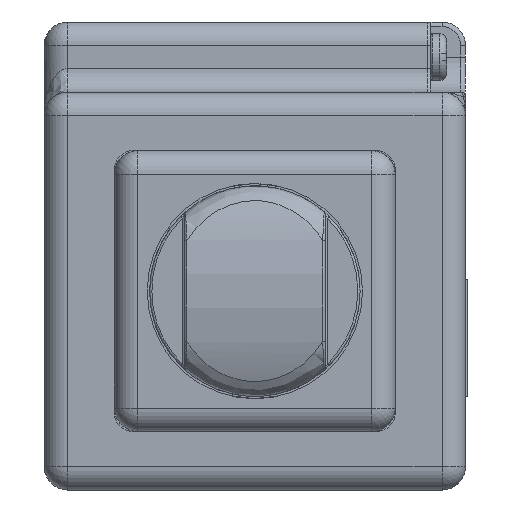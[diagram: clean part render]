
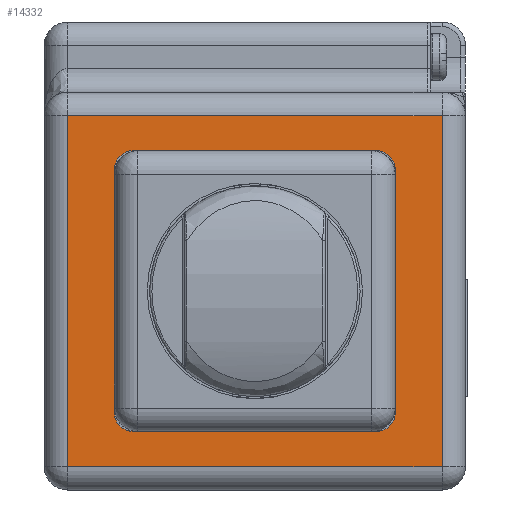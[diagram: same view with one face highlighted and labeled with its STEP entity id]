
A CAD part, front view. The second image highlights one B-rep face of the part: STEP entity #14332.
In plain terms, the highlighted planar face has unit normal (0, -1, 0).
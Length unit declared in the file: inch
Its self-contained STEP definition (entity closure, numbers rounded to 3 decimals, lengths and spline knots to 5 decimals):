
#86=DIRECTION('',(0.,0.,1.));
#87=VECTOR('',#86,0.3937);
#88=CARTESIAN_POINT('',(0.23622,-0.25984,
-0.19685));
#89=LINE('',#88,#87);
#160=DIRECTION('',(0.,0.,-1.));
#161=VECTOR('',#160,0.3937);
#162=CARTESIAN_POINT('',(-0.23622,-0.25984,
0.19685));
#163=LINE('',#162,#161);
#2333=DIRECTION('',(1.,0.,0.));
#2334=VECTOR('',#2333,0.62992);
#2335=CARTESIAN_POINT('',(-0.31496,-0.25984,
-0.29528));
#2336=LINE('',#2335,#2334);
#2341=DIRECTION('',(0.,0.,1.));
#2342=VECTOR('',#2341,0.59055);
#2343=CARTESIAN_POINT('',(0.31496,-0.25984,
-0.29528));
#2344=LINE('',#2343,#2342);
#2345=DIRECTION('',(0.,0.,-1.));
#2346=VECTOR('',#2345,0.59055);
#2347=CARTESIAN_POINT('',(-0.31496,-0.25984,
0.29528));
#2348=LINE('',#2347,#2346);
#2349=DIRECTION('',(1.,0.,0.));
#2350=VECTOR('',#2349,0.3937);
#2351=CARTESIAN_POINT('',(-0.19685,-0.25984,
-0.23622));
#2352=LINE('',#2351,#2350);
#2353=DIRECTION('',(1.,0.,0.));
#2354=VECTOR('',#2353,0.00787);
#2355=CARTESIAN_POINT('',(0.19685,-0.25984,
-0.23622));
#2356=LINE('',#2355,#2354);
#2357=DIRECTION('',(0.,0.,1.));
#2358=VECTOR('',#2357,0.00787);
#2359=CARTESIAN_POINT('',(0.23622,-0.25984,
-0.20472));
#2360=LINE('',#2359,#2358);
#2361=DIRECTION('',(0.,0.,1.));
#2362=VECTOR('',#2361,0.00787);
#2363=CARTESIAN_POINT('',(0.23622,-0.25984,
0.19685));
#2364=LINE('',#2363,#2362);
#2365=DIRECTION('',(-1.,0.,0.));
#2366=VECTOR('',#2365,0.00787);
#2367=CARTESIAN_POINT('',(0.20472,-0.25984,
0.23622));
#2368=LINE('',#2367,#2366);
#2369=DIRECTION('',(-1.,0.,0.));
#2370=VECTOR('',#2369,0.3937);
#2371=CARTESIAN_POINT('',(0.19685,-0.25984,
0.23622));
#2372=LINE('',#2371,#2370);
#2373=DIRECTION('',(-1.,0.,0.));
#2374=VECTOR('',#2373,0.00787);
#2375=CARTESIAN_POINT('',(-0.19685,-0.25984,
0.23622));
#2376=LINE('',#2375,#2374);
#2377=DIRECTION('',(0.,0.,-1.));
#2378=VECTOR('',#2377,0.00787);
#2379=CARTESIAN_POINT('',(-0.23622,-0.25984,
0.20472));
#2380=LINE('',#2379,#2378);
#2381=DIRECTION('',(0.,0.,-1.));
#2382=VECTOR('',#2381,0.00787);
#2383=CARTESIAN_POINT('',(-0.23622,-0.25984,
-0.19685));
#2384=LINE('',#2383,#2382);
#2385=DIRECTION('',(1.,0.,0.));
#2386=VECTOR('',#2385,0.00787);
#2387=CARTESIAN_POINT('',(-0.20472,-0.25984,
-0.23622));
#2388=LINE('',#2387,#2386);
#2393=DIRECTION('',(-1.,0.,0.));
#2394=VECTOR('',#2393,0.62992);
#2395=CARTESIAN_POINT('',(0.31496,-0.25984,
0.29528));
#2396=LINE('',#2395,#2394);
#6188=CARTESIAN_POINT('',(0.20472,-0.25984,
-0.20472));
#6189=DIRECTION('',(0.,1.,0.));
#6190=DIRECTION('',(1.,0.,0.));
#6191=AXIS2_PLACEMENT_3D('',#6188,#6189,#6190);
#6201=CARTESIAN_POINT('',(0.20472,-0.25984,
0.20472));
#6202=DIRECTION('',(0.,1.,0.));
#6203=DIRECTION('',(0.,0.,1.));
#6204=AXIS2_PLACEMENT_3D('',#6201,#6202,#6203);
#6240=CARTESIAN_POINT('',(-0.20472,-0.25984,
0.20472));
#6241=DIRECTION('',(0.,1.,0.));
#6242=DIRECTION('',(-1.,0.,0.));
#6243=AXIS2_PLACEMENT_3D('',#6240,#6241,#6242);
#6274=CARTESIAN_POINT('',(-0.20472,-0.25984,
-0.20472));
#6275=DIRECTION('',(0.,1.,0.));
#6276=DIRECTION('',(0.,0.,-1.));
#6277=AXIS2_PLACEMENT_3D('',#6274,#6275,#6276);
#9330=CARTESIAN_POINT('',(-0.31496,-0.25984,
0.29528));
#9331=CARTESIAN_POINT('',(-0.31496,-0.25984,
-0.29528));
#9332=VERTEX_POINT('',#9330);
#9333=VERTEX_POINT('',#9331);
#9415=CARTESIAN_POINT('',(-0.23622,-0.25984,
0.20472));
#9416=VERTEX_POINT('',#9415);
#9417=CARTESIAN_POINT('',(-0.20472,-0.25984,
0.23622));
#9418=VERTEX_POINT('',#9417);
#9423=CARTESIAN_POINT('',(-0.20472,-0.25984,
-0.23622));
#9424=VERTEX_POINT('',#9423);
#9425=CARTESIAN_POINT('',(-0.23622,-0.25984,
-0.20472));
#9426=VERTEX_POINT('',#9425);
#9569=CARTESIAN_POINT('',(-0.23622,-0.25984,
0.19685));
#9570=CARTESIAN_POINT('',(-0.23622,-0.25984,
-0.19685));
#9571=VERTEX_POINT('',#9569);
#9572=VERTEX_POINT('',#9570);
#9573=CARTESIAN_POINT('',(-0.19685,-0.25984,
0.23622));
#9575=VERTEX_POINT('',#9573);
#9581=CARTESIAN_POINT('',(-0.19685,-0.25984,
-0.23622));
#9583=VERTEX_POINT('',#9581);
#9623=CARTESIAN_POINT('',(0.31496,-0.25984,
-0.29528));
#9624=CARTESIAN_POINT('',(0.31496,-0.25984,
0.29528));
#9625=VERTEX_POINT('',#9623);
#9626=VERTEX_POINT('',#9624);
#9880=CARTESIAN_POINT('',(0.23622,-0.25984,
-0.20472));
#9881=VERTEX_POINT('',#9880);
#9882=CARTESIAN_POINT('',(0.20472,-0.25984,
-0.23622));
#9883=VERTEX_POINT('',#9882);
#9886=CARTESIAN_POINT('',(0.20472,-0.25984,
0.23622));
#9887=VERTEX_POINT('',#9886);
#9888=CARTESIAN_POINT('',(0.23622,-0.25984,
0.20472));
#9889=VERTEX_POINT('',#9888);
#10668=CARTESIAN_POINT('',(0.23622,-0.25984,
-0.19685));
#10669=CARTESIAN_POINT('',(0.23622,-0.25984,
0.19685));
#10670=VERTEX_POINT('',#10668);
#10671=VERTEX_POINT('',#10669);
#10672=CARTESIAN_POINT('',(0.19685,-0.25984,
0.23622));
#10674=VERTEX_POINT('',#10672);
#10678=CARTESIAN_POINT('',(0.19685,-0.25984,
-0.23622));
#10680=VERTEX_POINT('',#10678);
#14288=CARTESIAN_POINT('',(0.,-0.25984,-0.33465));
#14289=DIRECTION('',(0.,-1.,0.));
#14290=DIRECTION('',(1.,0.,0.));
#14291=AXIS2_PLACEMENT_3D('',#14288,#14289,#14290);
#14292=PLANE('',#14291);
#14294=ORIENTED_EDGE('',*,*,#14293,.F.);
#14296=ORIENTED_EDGE('',*,*,#14295,.F.);
#14297=ORIENTED_EDGE('',*,*,#14278,.F.);
#14299=ORIENTED_EDGE('',*,*,#14298,.F.);
#14300=EDGE_LOOP('',(#14294,#14296,#14297,#14299));
#14301=FACE_OUTER_BOUND('',#14300,.F.);
#14302=ORIENTED_EDGE('',*,*,#11645,.T.);
#14304=ORIENTED_EDGE('',*,*,#14303,.T.);
#14306=ORIENTED_EDGE('',*,*,#14305,.F.);
#14308=ORIENTED_EDGE('',*,*,#14307,.T.);
#14309=ORIENTED_EDGE('',*,*,#11605,.T.);
#14311=ORIENTED_EDGE('',*,*,#14310,.T.);
#14313=ORIENTED_EDGE('',*,*,#14312,.F.);
#14315=ORIENTED_EDGE('',*,*,#14314,.T.);
#14316=ORIENTED_EDGE('',*,*,#11569,.T.);
#14318=ORIENTED_EDGE('',*,*,#14317,.T.);
#14320=ORIENTED_EDGE('',*,*,#14319,.F.);
#14322=ORIENTED_EDGE('',*,*,#14321,.T.);
#14323=ORIENTED_EDGE('',*,*,#11678,.T.);
#14325=ORIENTED_EDGE('',*,*,#14324,.T.);
#14327=ORIENTED_EDGE('',*,*,#14326,.F.);
#14329=ORIENTED_EDGE('',*,*,#14328,.T.);
#14330=EDGE_LOOP('',(#14302,#14304,#14306,#14308,#14309,#14311,#14313,#14315,
#14316,#14318,#14320,#14322,#14323,#14325,#14327,#14329));
#14331=FACE_BOUND('',#14330,.F.);
#14332=ADVANCED_FACE('',(#14301,#14331),#14292,.T.);
#6192=CIRCLE('',#6191,0.0315);
#6205=CIRCLE('',#6204,0.0315);
#6244=CIRCLE('',#6243,0.0315);
#6278=CIRCLE('',#6277,0.0315);
#11569=EDGE_CURVE('',#10674,#9575,#2372,.T.);
#11605=EDGE_CURVE('',#10670,#10671,#89,.T.);
#11645=EDGE_CURVE('',#9583,#10680,#2352,.T.);
#11678=EDGE_CURVE('',#9571,#9572,#163,.T.);
#14278=EDGE_CURVE('',#9333,#9625,#2336,.T.);
#14293=EDGE_CURVE('',#9626,#9332,#2396,.T.);
#14295=EDGE_CURVE('',#9625,#9626,#2344,.T.);
#14298=EDGE_CURVE('',#9332,#9333,#2348,.T.);
#14303=EDGE_CURVE('',#10680,#9883,#2356,.T.);
#14305=EDGE_CURVE('',#9881,#9883,#6192,.T.);
#14307=EDGE_CURVE('',#9881,#10670,#2360,.T.);
#14310=EDGE_CURVE('',#10671,#9889,#2364,.T.);
#14312=EDGE_CURVE('',#9887,#9889,#6205,.T.);
#14314=EDGE_CURVE('',#9887,#10674,#2368,.T.);
#14317=EDGE_CURVE('',#9575,#9418,#2376,.T.);
#14319=EDGE_CURVE('',#9416,#9418,#6244,.T.);
#14321=EDGE_CURVE('',#9416,#9571,#2380,.T.);
#14324=EDGE_CURVE('',#9572,#9426,#2384,.T.);
#14326=EDGE_CURVE('',#9424,#9426,#6278,.T.);
#14328=EDGE_CURVE('',#9424,#9583,#2388,.T.);
